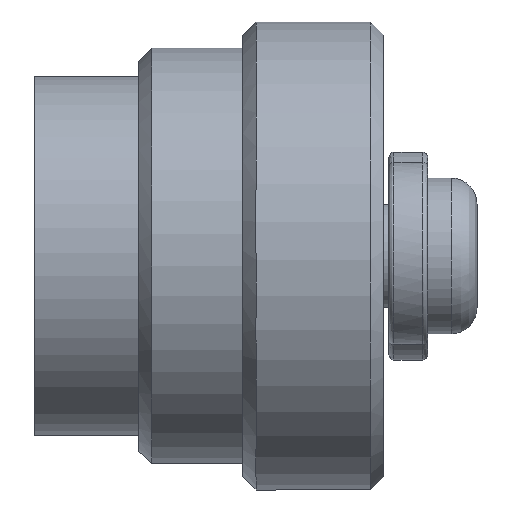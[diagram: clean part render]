
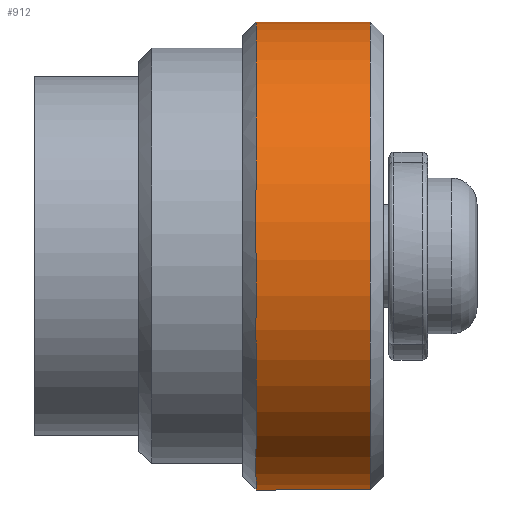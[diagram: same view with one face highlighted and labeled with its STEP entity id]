
A CAD part, top view. The second image highlights one B-rep face of the part: STEP entity #912.
In plain terms, the highlighted free-form (B-spline) face has degree [2, 1] with [7, 2] control points.
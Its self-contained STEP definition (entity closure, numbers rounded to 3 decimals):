
#833=CARTESIAN_POINT('V10',(-30.396,-0.174,
   0.0));
#834=VERTEX_POINT('V10',#833);
#842=CARTESIAN_POINT('E28',(-30.396,-0.174,
   0.0));
#843=CARTESIAN_POINT('E28',(-30.396,-0.174,
   -15.588));
#844=CARTESIAN_POINT('E28',(-30.396,-13.674,
   -7.794));
#845=CARTESIAN_POINT('E28',(-30.396,-27.174,
   0.));
#846=CARTESIAN_POINT('E28',(-30.396,-13.674,
   7.794));
#847=CARTESIAN_POINT('E28',(-30.396,-0.174,
   15.588));
#848=CARTESIAN_POINT('E28',(-30.396,-0.174,
   0.0));
#856=(BOUNDED_CURVE()B_SPLINE_CURVE(2,(#842,#843,#844,#845,#846,
   #847,#848),.CIRCULAR_ARC.,.T.,.U.)B_SPLINE_CURVE_WITH_KNOTS((3,
   2,2,3),(0.0,42.866,85.732,
   128.598),.UNSPECIFIED.)CURVE()
   GEOMETRIC_REPRESENTATION_ITEM()RATIONAL_B_SPLINE_CURVE((1.0,
   0.5,1.0,0.5,1.0,0.5,1.0)
   )REPRESENTATION_ITEM('E28'));
#857=EDGE_CURVE('E28',#834,#834,#856,.T.);
#862=CARTESIAN_POINT('F10',(-30.396,-0.174,
   0.0));
#863=CARTESIAN_POINT('F10',(-30.396,-0.174,
   15.588));
#864=CARTESIAN_POINT('F10',(-30.396,-13.674,
   7.794));
#865=CARTESIAN_POINT('F10',(-30.396,-27.174,
   0.));
#866=CARTESIAN_POINT('F10',(-30.396,-13.674,
   -7.794));
#867=CARTESIAN_POINT('F10',(-30.396,-0.174,
   -15.588));
#868=CARTESIAN_POINT('F10',(-30.396,-0.174,
   0.0));
#869=CARTESIAN_POINT('F10',(-25.996,-0.174,
   0.0));
#870=CARTESIAN_POINT('F10',(-25.996,-0.174,
   15.588));
#871=CARTESIAN_POINT('F10',(-25.996,-13.674,
   7.794));
#872=CARTESIAN_POINT('F10',(-25.996,-27.174,
   0.));
#873=CARTESIAN_POINT('F10',(-25.996,-13.674,
   -7.794));
#874=CARTESIAN_POINT('F10',(-25.996,-0.174,
   -15.588));
#875=CARTESIAN_POINT('F10',(-25.996,-0.174,
   0.0));
#883=(BOUNDED_SURFACE()B_SPLINE_SURFACE(2,1,((#862,#869),(#863,
   #870),(#864,#871),(#865,#872),(#866,#873),(#867,#874),(
   #868,#875)),.CYLINDRICAL_SURF.,.T.,.F.,.U.)
   B_SPLINE_SURFACE_WITH_KNOTS((3,2,2,3),(2,2),(0.0,
   7.086,14.171,21.257),(0.0,
   1.0),.UNSPECIFIED.)GEOMETRIC_REPRESENTATION_ITEM()
   RATIONAL_B_SPLINE_SURFACE(((1.0,1.0),(0.5,
   0.5),(1.0,1.0),(0.5,
   0.5),(1.0,1.0),(0.5,
   0.5),(1.0,1.0)))REPRESENTATION_ITEM('F10')SURFACE(
   ));
#884=CARTESIAN_POINT('V11',(-25.996,-0.174,
   0.0));
#885=VERTEX_POINT('V11',#884);
#886=CARTESIAN_POINT('E10',(-25.996,-0.174,
   0.0));
#887=CARTESIAN_POINT('E10',(-30.396,-0.174,
   0.0));
#888=QUASI_UNIFORM_CURVE('E10',1,(#886,#887),.POLYLINE_FORM.,.F.,.U.
   );
#889=EDGE_CURVE('E10',#885,#834,#888,.T.);
#890=ORIENTED_EDGE('E10',*,*,#889,.T.);
#891=ORIENTED_EDGE('F9',*,*,#857,.F.);
#892=ORIENTED_EDGE('E10',*,*,#889,.F.);
#893=CARTESIAN_POINT('E29',(-25.996,-0.174,
   0.0));
#894=CARTESIAN_POINT('E29',(-25.996,-0.174,
   -15.588));
#895=CARTESIAN_POINT('E29',(-25.996,-13.674,
   -7.794));
#896=CARTESIAN_POINT('E29',(-25.996,-27.174,
   0.));
#897=CARTESIAN_POINT('E29',(-25.996,-13.674,
   7.794));
#898=CARTESIAN_POINT('E29',(-25.996,-0.174,
   15.588));
#899=CARTESIAN_POINT('E29',(-25.996,-0.174,
   0.0));
#907=(BOUNDED_CURVE()B_SPLINE_CURVE(2,(#893,#894,#895,#896,#897,
   #898,#899),.CIRCULAR_ARC.,.T.,.U.)B_SPLINE_CURVE_WITH_KNOTS((3,
   2,2,3),(0.0,7.086,14.171,
   21.257),.UNSPECIFIED.)CURVE()
   GEOMETRIC_REPRESENTATION_ITEM()RATIONAL_B_SPLINE_CURVE((1.0,
   0.5,1.0,0.5,1.0,0.5,1.0)
   )REPRESENTATION_ITEM('E29'));
#908=EDGE_CURVE('E29',#885,#885,#907,.T.);
#909=ORIENTED_EDGE('E29',*,*,#908,.T.);
#910=EDGE_LOOP('F10',(#890,#891,#892,#909));
#911=FACE_OUTER_BOUND('F10',#910,.T.);
#912=ADVANCED_FACE('F10',(#911),#883,.T.);
